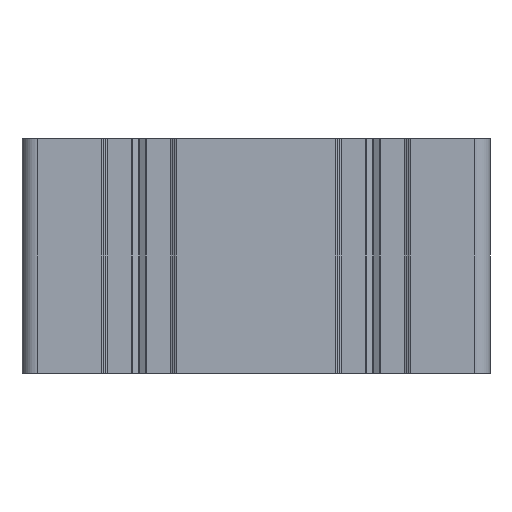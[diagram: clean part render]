
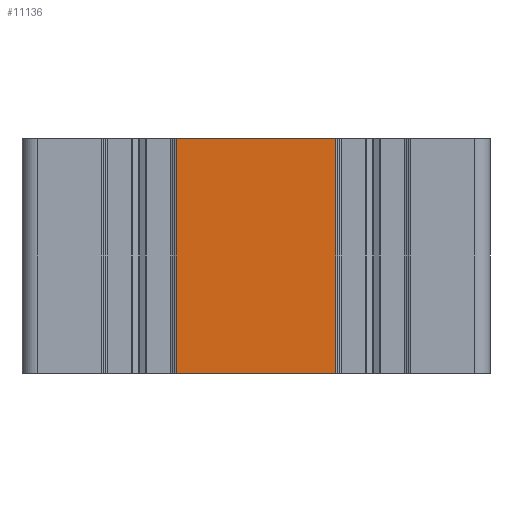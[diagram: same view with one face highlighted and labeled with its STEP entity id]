
A CAD part, front view. The second image highlights one B-rep face of the part: STEP entity #11136.
In plain terms, the highlighted planar face has unit normal (0, -1, 0).
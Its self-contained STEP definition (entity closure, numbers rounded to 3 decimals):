
#252=PLANE('',#12264);
#778=FACE_OUTER_BOUND('',#1340,.T.);
#1340=EDGE_LOOP('',(#8925,#8926,#8927,#8928));
#2350=LINE('',#18766,#3406);
#2351=LINE('',#18769,#3407);
#2352=LINE('',#18771,#3408);
#2353=LINE('',#18772,#3409);
#3406=VECTOR('',#15400,10.);
#3407=VECTOR('',#15403,10.);
#3408=VECTOR('',#15404,10.);
#3409=VECTOR('',#15405,10.);
#5151=VERTEX_POINT('',#18762);
#5152=VERTEX_POINT('',#18764);
#5153=VERTEX_POINT('',#18768);
#5154=VERTEX_POINT('',#18770);
#6758=EDGE_CURVE('',#5151,#5152,#2350,.T.);
#6759=EDGE_CURVE('',#5153,#5151,#2351,.T.);
#6760=EDGE_CURVE('',#5154,#5152,#2352,.T.);
#6761=EDGE_CURVE('',#5153,#5154,#2353,.T.);
#8925=ORIENTED_EDGE('',*,*,#6759,.T.);
#8926=ORIENTED_EDGE('',*,*,#6758,.T.);
#8927=ORIENTED_EDGE('',*,*,#6760,.F.);
#8928=ORIENTED_EDGE('',*,*,#6761,.F.);
#11136=ADVANCED_FACE('',(#778),#252,.T.);
#12264=AXIS2_PLACEMENT_3D('',#18767,#15401,#15402);
#15400=DIRECTION('',(0.,0.,1.));
#15401=DIRECTION('center_axis',(0.,-1.,0.));
#15402=DIRECTION('ref_axis',(1.,0.,0.));
#15403=DIRECTION('',(1.,0.,0.));
#15404=DIRECTION('',(1.,0.,0.));
#15405=DIRECTION('',(0.,0.,1.));
#18762=CARTESIAN_POINT('',(25.25,-15.,500.));
#18764=CARTESIAN_POINT('',(25.25,-15.,530.));
#18766=CARTESIAN_POINT('',(25.25,-15.,500.));
#18767=CARTESIAN_POINT('Origin',(4.75,-15.,500.));
#18768=CARTESIAN_POINT('',(4.75,-15.,500.));
#18769=CARTESIAN_POINT('',(4.75,-15.,500.));
#18770=CARTESIAN_POINT('',(4.75,-15.,530.));
#18771=CARTESIAN_POINT('',(4.75,-15.,530.));
#18772=CARTESIAN_POINT('',(4.75,-15.,500.));
